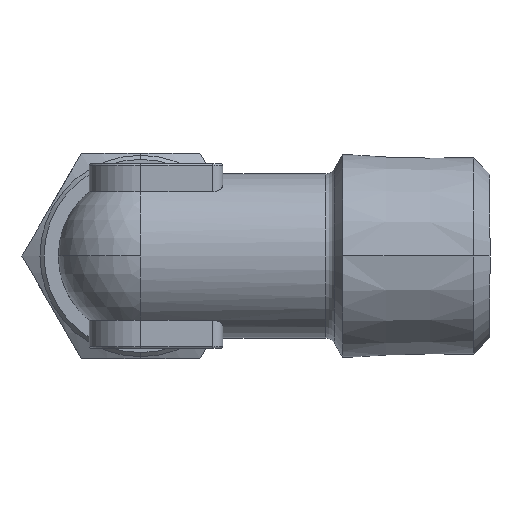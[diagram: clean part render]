
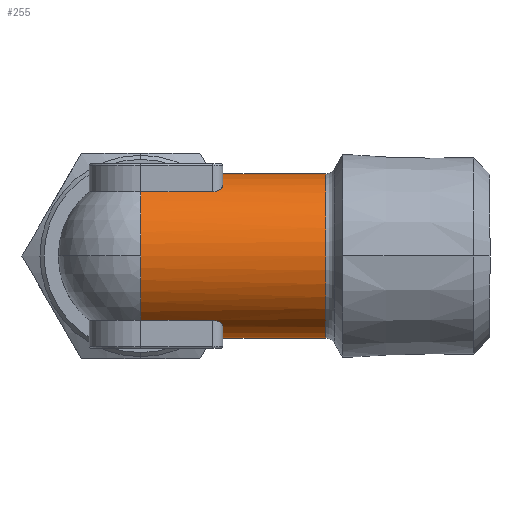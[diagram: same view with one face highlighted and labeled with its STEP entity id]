
A CAD part, left-side view. The second image highlights one B-rep face of the part: STEP entity #255.
In plain terms, the highlighted cylindrical face has radius 4 mm (diameter 8 mm), a partial arc.
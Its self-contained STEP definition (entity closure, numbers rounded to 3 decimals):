
#107 = EDGE_CURVE ( 'NONE', #2071, #2110, #717, .T. ) ;
#108 = EDGE_CURVE ( 'NONE', #2110, #2109, #937, .T. ) ;
#109 = EDGE_CURVE ( 'NONE', #2109, #2106, #2910, .T. ) ;
#110 = EDGE_CURVE ( 'NONE', #2084, #2108, #2911, .T. ) ;
#111 = EDGE_CURVE ( 'NONE', #2108, #2107, #944, .T. ) ;
#112 = EDGE_CURVE ( 'NONE', #2107, #2080, #715, .T. ) ;
#113 = EDGE_CURVE ( 'NONE', #2083, #2106, #724, .T. ) ;
#207 = EDGE_CURVE ( 'NONE', #2069, #2070, #560, .T. ) ;
#210 = EDGE_CURVE ( 'NONE', #2070, #2071, #2976, .T. ) ;
#221 = EDGE_CURVE ( 'NONE', #2069, #2080, #2980, .T. ) ;
#224 = EDGE_CURVE ( 'NONE', #2084, #2083, #542, .T. ) ;
#255 = ADVANCED_FACE ( 'NONE', ( #3015 ), #3016, .T. ) ;
#490 = AXIS2_PLACEMENT_3D ( 'NONE', #1193, #1194, #1195 ) ;
#537 = AXIS2_PLACEMENT_3D ( 'NONE', #1889, #1890, #1891 ) ;
#541 = VECTOR ( 'NONE', #1882, 1000. ) ;
#542 = CIRCLE ( 'NONE', #537, 4. ) ;
#554 = VECTOR ( 'NONE', #1835, 1000. ) ;
#559 = AXIS2_PLACEMENT_3D ( 'NONE', #1825, #1826, #1827 ) ;
#560 = CIRCLE ( 'NONE', #559, 4. ) ;
#710 = AXIS2_PLACEMENT_3D ( 'NONE', #1477, #1478, #1479 ) ;
#712 = AXIS2_PLACEMENT_3D ( 'NONE', #1474, #1475, #1476 ) ;
#713 = VECTOR ( 'NONE', #1465, 1000. ) ;
#714 = VECTOR ( 'NONE', #1463, 1000. ) ;
#715 = CIRCLE ( 'NONE', #712, 4. ) ;
#716 = AXIS2_PLACEMENT_3D ( 'NONE', #1451, #1452, #1453 ) ;
#717 = CIRCLE ( 'NONE', #716, 4. ) ;
#724 = CIRCLE ( 'NONE', #710, 4. ) ;
#937 = B_SPLINE_CURVE_WITH_KNOTS ( 'NONE', 3,
 ( #1454, #1455, #1456, #1457, #1458, #1459, #1460, #1461 ),
 .UNSPECIFIED., .F., .F.,
 ( 4, 2, 2, 4 ),
 ( 0.003, 0.003, 0.003, 0.003 ),
 .UNSPECIFIED. ) ;
#944 = B_SPLINE_CURVE_WITH_KNOTS ( 'NONE', 3,
 ( #1466, #1467, #1468, #1469, #1470, #1471, #1472, #1473 ),
 .UNSPECIFIED., .F., .F.,
 ( 4, 2, 2, 4 ),
 ( 0., 0., 0., 0.001 ),
 .UNSPECIFIED. ) ;
#1024 = EDGE_LOOP ( 'NONE', ( #2280, #2283, #2284, #2282, #2286, #2285, #2287, #2289, #2288, #2291, #2290 ) ) ;
#1193 = CARTESIAN_POINT ( 'NONE',  ( 0., 7.845, 0. ) ) ;
#1194 = DIRECTION ( 'NONE',  ( 0., 1., 0. ) ) ;
#1195 = DIRECTION ( 'NONE',  ( 0., 0., 1. ) ) ;
#1451 = CARTESIAN_POINT ( 'NONE',  ( 0., -4., 0. ) ) ;
#1452 = DIRECTION ( 'NONE',  ( 0., 1., 0. ) ) ;
#1453 = DIRECTION ( 'NONE',  ( -1., 0., 0. ) ) ;
#1454 = CARTESIAN_POINT ( 'NONE',  ( -2., -4., -3.464 ) ) ;
#1455 = CARTESIAN_POINT ( 'NONE',  ( -2.125, -4., -3.392 ) ) ;
#1456 = CARTESIAN_POINT ( 'NONE',  ( -2.246, -3.953, -3.312 ) ) ;
#1457 = CARTESIAN_POINT ( 'NONE',  ( -2.386, -3.824, -3.211 ) ) ;
#1458 = CARTESIAN_POINT ( 'NONE',  ( -2.426, -3.77, -3.18 ) ) ;
#1459 = CARTESIAN_POINT ( 'NONE',  ( -2.483, -3.645, -3.136 ) ) ;
#1460 = CARTESIAN_POINT ( 'NONE',  ( -2.5, -3.573, -3.122 ) ) ;
#1461 = CARTESIAN_POINT ( 'NONE',  ( -2.5, -3.5, -3.122 ) ) ;
#1462 = CARTESIAN_POINT ( 'NONE',  ( -2.5, 7.845, -3.122 ) ) ;
#1463 = DIRECTION ( 'NONE',  ( 0., 1., 0. ) ) ;
#1464 = CARTESIAN_POINT ( 'NONE',  ( -2.5, 7.845, 3.122 ) ) ;
#1465 = DIRECTION ( 'NONE',  ( 0., -1., 0. ) ) ;
#1466 = CARTESIAN_POINT ( 'NONE',  ( -2.5, -3.5, 3.122 ) ) ;
#1467 = CARTESIAN_POINT ( 'NONE',  ( -2.5, -3.573, 3.122 ) ) ;
#1468 = CARTESIAN_POINT ( 'NONE',  ( -2.484, -3.644, 3.136 ) ) ;
#1469 = CARTESIAN_POINT ( 'NONE',  ( -2.427, -3.769, 3.18 ) ) ;
#1470 = CARTESIAN_POINT ( 'NONE',  ( -2.387, -3.823, 3.21 ) ) ;
#1471 = CARTESIAN_POINT ( 'NONE',  ( -2.245, -3.954, 3.312 ) ) ;
#1472 = CARTESIAN_POINT ( 'NONE',  ( -2.126, -4., 3.392 ) ) ;
#1473 = CARTESIAN_POINT ( 'NONE',  ( -2., -4., 3.464 ) ) ;
#1474 = CARTESIAN_POINT ( 'NONE',  ( 0., -4., 0. ) ) ;
#1475 = DIRECTION ( 'NONE',  ( 0., 1., 0. ) ) ;
#1476 = DIRECTION ( 'NONE',  ( -1., 0., 0. ) ) ;
#1477 = CARTESIAN_POINT ( 'NONE',  ( 0., 0., 0. ) ) ;
#1478 = DIRECTION ( 'NONE',  ( 0., -1., 0. ) ) ;
#1479 = DIRECTION ( 'NONE',  ( 0., 0., 1. ) ) ;
#1825 = CARTESIAN_POINT ( 'NONE',  ( 0., -9., 0. ) ) ;
#1826 = DIRECTION ( 'NONE',  ( 0., -1., 0. ) ) ;
#1827 = DIRECTION ( 'NONE',  ( 0., 0., 1. ) ) ;
#1834 = CARTESIAN_POINT ( 'NONE',  ( 0., 7.845, -4. ) ) ;
#1835 = DIRECTION ( 'NONE',  ( 0., 1., 0. ) ) ;
#1881 = CARTESIAN_POINT ( 'NONE',  ( 0., 7.845, 4. ) ) ;
#1882 = DIRECTION ( 'NONE',  ( 0., 1., 0. ) ) ;
#1889 = CARTESIAN_POINT ( 'NONE',  ( 0., 0., 0. ) ) ;
#1890 = DIRECTION ( 'NONE',  ( 0., -1., 0. ) ) ;
#1891 = DIRECTION ( 'NONE',  ( 0., 0., 1. ) ) ;
#2069 = VERTEX_POINT ( 'NONE', #2619 ) ;
#2070 = VERTEX_POINT ( 'NONE', #2620 ) ;
#2071 = VERTEX_POINT ( 'NONE', #2621 ) ;
#2080 = VERTEX_POINT ( 'NONE', #2630 ) ;
#2083 = VERTEX_POINT ( 'NONE', #2633 ) ;
#2084 = VERTEX_POINT ( 'NONE', #2634 ) ;
#2106 = VERTEX_POINT ( 'NONE', #2656 ) ;
#2107 = VERTEX_POINT ( 'NONE', #2657 ) ;
#2108 = VERTEX_POINT ( 'NONE', #2658 ) ;
#2109 = VERTEX_POINT ( 'NONE', #2659 ) ;
#2110 = VERTEX_POINT ( 'NONE', #2660 ) ;
#2280 = ORIENTED_EDGE ( 'NONE', *, *, #210, .F. ) ;
#2282 = ORIENTED_EDGE ( 'NONE', *, *, #112, .F. ) ;
#2283 = ORIENTED_EDGE ( 'NONE', *, *, #207, .F. ) ;
#2284 = ORIENTED_EDGE ( 'NONE', *, *, #221, .T. ) ;
#2285 = ORIENTED_EDGE ( 'NONE', *, *, #110, .F. ) ;
#2286 = ORIENTED_EDGE ( 'NONE', *, *, #111, .F. ) ;
#2287 = ORIENTED_EDGE ( 'NONE', *, *, #224, .T. ) ;
#2288 = ORIENTED_EDGE ( 'NONE', *, *, #109, .F. ) ;
#2289 = ORIENTED_EDGE ( 'NONE', *, *, #113, .T. ) ;
#2290 = ORIENTED_EDGE ( 'NONE', *, *, #107, .F. ) ;
#2291 = ORIENTED_EDGE ( 'NONE', *, *, #108, .F. ) ;
#2619 = CARTESIAN_POINT ( 'NONE',  ( 0., -9., 4. ) ) ;
#2620 = CARTESIAN_POINT ( 'NONE',  ( 0., -9., -4. ) ) ;
#2621 = CARTESIAN_POINT ( 'NONE',  ( 0., -4., -4. ) ) ;
#2630 = CARTESIAN_POINT ( 'NONE',  ( 0., -4., 4. ) ) ;
#2633 = CARTESIAN_POINT ( 'NONE',  ( -4., 0., 0. ) ) ;
#2634 = CARTESIAN_POINT ( 'NONE',  ( -2.5, 0., 3.122 ) ) ;
#2656 = CARTESIAN_POINT ( 'NONE',  ( -2.5, 0., -3.122 ) ) ;
#2657 = CARTESIAN_POINT ( 'NONE',  ( -2., -4., 3.464 ) ) ;
#2658 = CARTESIAN_POINT ( 'NONE',  ( -2.5, -3.5, 3.122 ) ) ;
#2659 = CARTESIAN_POINT ( 'NONE',  ( -2.5, -3.5, -3.122 ) ) ;
#2660 = CARTESIAN_POINT ( 'NONE',  ( -2., -4., -3.464 ) ) ;
#2910 = LINE ( 'NONE', #1462, #714 ) ;
#2911 = LINE ( 'NONE', #1464, #713 ) ;
#2976 = LINE ( 'NONE', #1834, #554 ) ;
#2980 = LINE ( 'NONE', #1881, #541 ) ;
#3015 = FACE_OUTER_BOUND ( 'NONE', #1024, .T. ) ;
#3016 = CYLINDRICAL_SURFACE ( 'NONE', #490, 4. ) ;
